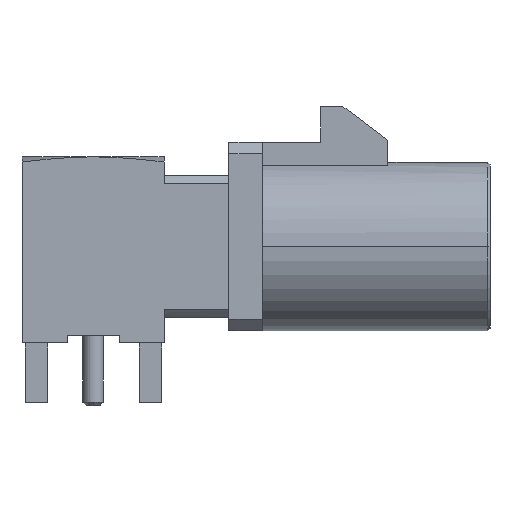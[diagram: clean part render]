
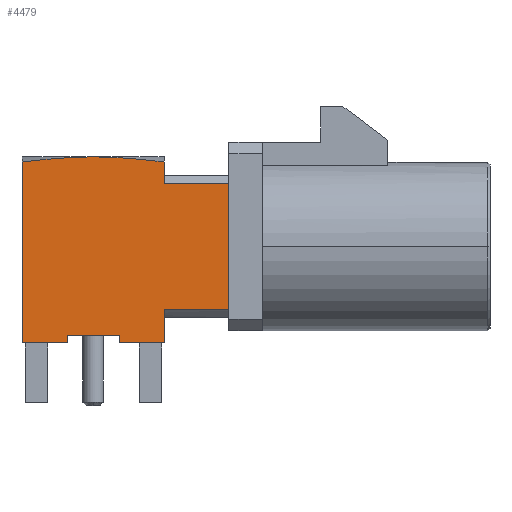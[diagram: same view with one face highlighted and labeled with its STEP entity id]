
A CAD part, left-side view. The second image highlights one B-rep face of the part: STEP entity #4479.
In plain terms, the highlighted planar face has unit normal (-1, 0, 0).
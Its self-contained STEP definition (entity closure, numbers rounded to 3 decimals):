
#1336=DIRECTION('',(0.,0.,-1.));
#1337=VECTOR('',#1336,0.943);
#1338=CARTESIAN_POINT('',(-3.175,15.36,3.768));
#1339=LINE('',#1338,#1337);
#1350=CARTESIAN_POINT('',(-3.175,18.535,4.));
#1351=CARTESIAN_POINT('',(-3.175,18.374,4.));
#1352=CARTESIAN_POINT('',(-3.175,18.047,3.996));
#1353=CARTESIAN_POINT('',(-3.175,17.541,3.975));
#1354=CARTESIAN_POINT('',(-3.175,17.019,3.941));
#1355=CARTESIAN_POINT('',(-3.175,16.482,3.895));
#1356=CARTESIAN_POINT('',(-3.175,15.93,3.837));
#1357=CARTESIAN_POINT('',(-3.175,15.552,3.792));
#1358=CARTESIAN_POINT('',(-3.175,15.36,3.768));
#1360=DIRECTION('',(0.,0.,1.));
#1361=VECTOR('',#1360,5.65);
#1362=CARTESIAN_POINT('',(-3.175,12.485,-2.825));
#1363=LINE('',#1362,#1361);
#1364=DIRECTION('',(0.,-1.,0.));
#1365=VECTOR('',#1364,2.277);
#1366=CARTESIAN_POINT('',(-3.175,19.661,-3.95));
#1367=LINE('',#1366,#1365);
#1368=DIRECTION('',(0.,0.,-1.));
#1369=VECTOR('',#1368,8.068);
#1370=CARTESIAN_POINT('',(-3.175,21.71,3.768));
#1371=LINE('',#1370,#1369);
#1372=DIRECTION('',(0.,-1.,0.));
#1373=VECTOR('',#1372,2.875);
#1374=CARTESIAN_POINT('',(-3.175,15.36,2.825));
#1375=LINE('',#1374,#1373);
#1392=DIRECTION('',(0.,1.,0.));
#1393=VECTOR('',#1392,2.875);
#1394=CARTESIAN_POINT('',(-3.175,12.485,-2.825));
#1395=LINE('',#1394,#1393);
#1450=DIRECTION('',(0.,0.,-1.));
#1451=VECTOR('',#1450,1.475);
#1452=CARTESIAN_POINT('',(-3.175,15.36,-2.825));
#1453=LINE('',#1452,#1451);
#1518=CARTESIAN_POINT('',(-3.175,21.71,3.768));
#1519=CARTESIAN_POINT('',(-3.175,21.518,3.792));
#1520=CARTESIAN_POINT('',(-3.175,21.14,3.837));
#1521=CARTESIAN_POINT('',(-3.175,20.589,3.895));
#1522=CARTESIAN_POINT('',(-3.175,20.051,3.941));
#1523=CARTESIAN_POINT('',(-3.175,19.529,3.975));
#1524=CARTESIAN_POINT('',(-3.175,19.023,3.996));
#1525=CARTESIAN_POINT('',(-3.175,18.696,4.));
#1526=CARTESIAN_POINT('',(-3.175,18.535,4.));
#1550=DIRECTION('',(0.,1.,0.));
#1551=VECTOR('',#1550,2.049);
#1552=CARTESIAN_POINT('',(-3.175,19.661,-4.3));
#1553=LINE('',#1552,#1551);
#1562=DIRECTION('',(0.,0.,-1.));
#1563=VECTOR('',#1562,0.35);
#1564=CARTESIAN_POINT('',(-3.175,19.661,-3.95));
#1565=LINE('',#1564,#1563);
#1748=DIRECTION('',(0.,0.,1.));
#1749=VECTOR('',#1748,0.35);
#1750=CARTESIAN_POINT('',(-3.175,17.383,-4.3));
#1751=LINE('',#1750,#1749);
#1760=DIRECTION('',(0.,1.,0.));
#1761=VECTOR('',#1760,2.023);
#1762=CARTESIAN_POINT('',(-3.175,15.36,-4.3));
#1763=LINE('',#1762,#1761);
#2134=CARTESIAN_POINT('',(-3.175,15.36,-4.3));
#2135=VERTEX_POINT('',#2134);
#2136=CARTESIAN_POINT('',(-3.175,15.36,-2.825));
#2137=VERTEX_POINT('',#2136);
#2146=CARTESIAN_POINT('',(-3.175,15.36,2.825));
#2147=VERTEX_POINT('',#2146);
#2148=CARTESIAN_POINT('',(-3.175,15.36,3.768));
#2149=VERTEX_POINT('',#2148);
#2151=VERTEX_POINT('',#1518);
#2152=VERTEX_POINT('',#1526);
#2154=CARTESIAN_POINT('',(-3.175,12.485,2.825));
#2155=VERTEX_POINT('',#2154);
#2156=CARTESIAN_POINT('',(-3.175,12.485,-2.825));
#2157=VERTEX_POINT('',#2156);
#2158=CARTESIAN_POINT('',(-3.175,17.383,-4.3));
#2159=VERTEX_POINT('',#2158);
#2160=CARTESIAN_POINT('',(-3.175,17.383,-3.95));
#2161=VERTEX_POINT('',#2160);
#2162=CARTESIAN_POINT('',(-3.175,19.661,-3.95));
#2163=VERTEX_POINT('',#2162);
#2164=CARTESIAN_POINT('',(-3.175,19.661,-4.3));
#2165=VERTEX_POINT('',#2164);
#2166=CARTESIAN_POINT('',(-3.175,21.71,-4.3));
#2167=VERTEX_POINT('',#2166);
#4449=CARTESIAN_POINT('',(-3.175,21.679,-3.795));
#4450=DIRECTION('',(-1.,0.,0.));
#4451=DIRECTION('',(0.,-1.,0.));
#4452=AXIS2_PLACEMENT_3D('',#4449,#4450,#4451);
#4453=PLANE('',#4452);
#4454=ORIENTED_EDGE('',*,*,#4442,.T.);
#4455=ORIENTED_EDGE('',*,*,#4431,.T.);
#4457=ORIENTED_EDGE('',*,*,#4456,.T.);
#4458=ORIENTED_EDGE('',*,*,#3897,.F.);
#4460=ORIENTED_EDGE('',*,*,#4459,.T.);
#4462=ORIENTED_EDGE('',*,*,#4461,.T.);
#4464=ORIENTED_EDGE('',*,*,#4463,.T.);
#4466=ORIENTED_EDGE('',*,*,#4465,.T.);
#4468=ORIENTED_EDGE('',*,*,#4467,.F.);
#4470=ORIENTED_EDGE('',*,*,#4469,.T.);
#4472=ORIENTED_EDGE('',*,*,#4471,.T.);
#4474=ORIENTED_EDGE('',*,*,#4473,.F.);
#4476=ORIENTED_EDGE('',*,*,#4475,.T.);
#4477=EDGE_LOOP('',(#4454,#4455,#4457,#4458,#4460,#4462,#4464,#4466,#4468,#4470,
#4472,#4474,#4476));
#4478=FACE_OUTER_BOUND('',#4477,.F.);
#4479=ADVANCED_FACE('',(#4478),#4453,.T.);
#1359=B_SPLINE_CURVE_WITH_KNOTS('',3,(#1350,#1351,#1352,#1353,#1354,#1355,#1356,
#1357,#1358),.UNSPECIFIED.,.F.,.F.,(4,1,1,1,1,1,4),(0.,0.167,
0.333,0.5,0.667,0.833,1.),
.UNSPECIFIED.);
#1527=B_SPLINE_CURVE_WITH_KNOTS('',3,(#1518,#1519,#1520,#1521,#1522,#1523,#1524,
#1525,#1526),.UNSPECIFIED.,.F.,.F.,(4,1,1,1,1,1,4),(0.,0.167,
0.333,0.5,0.667,0.833,1.),
.UNSPECIFIED.);
#3897=EDGE_CURVE('',#2157,#2155,#1363,.T.);
#4431=EDGE_CURVE('',#2149,#2147,#1339,.T.);
#4442=EDGE_CURVE('',#2152,#2149,#1359,.T.);
#4456=EDGE_CURVE('',#2147,#2155,#1375,.T.);
#4459=EDGE_CURVE('',#2157,#2137,#1395,.T.);
#4461=EDGE_CURVE('',#2137,#2135,#1453,.T.);
#4463=EDGE_CURVE('',#2135,#2159,#1763,.T.);
#4465=EDGE_CURVE('',#2159,#2161,#1751,.T.);
#4467=EDGE_CURVE('',#2163,#2161,#1367,.T.);
#4469=EDGE_CURVE('',#2163,#2165,#1565,.T.);
#4471=EDGE_CURVE('',#2165,#2167,#1553,.T.);
#4473=EDGE_CURVE('',#2151,#2167,#1371,.T.);
#4475=EDGE_CURVE('',#2151,#2152,#1527,.T.);
